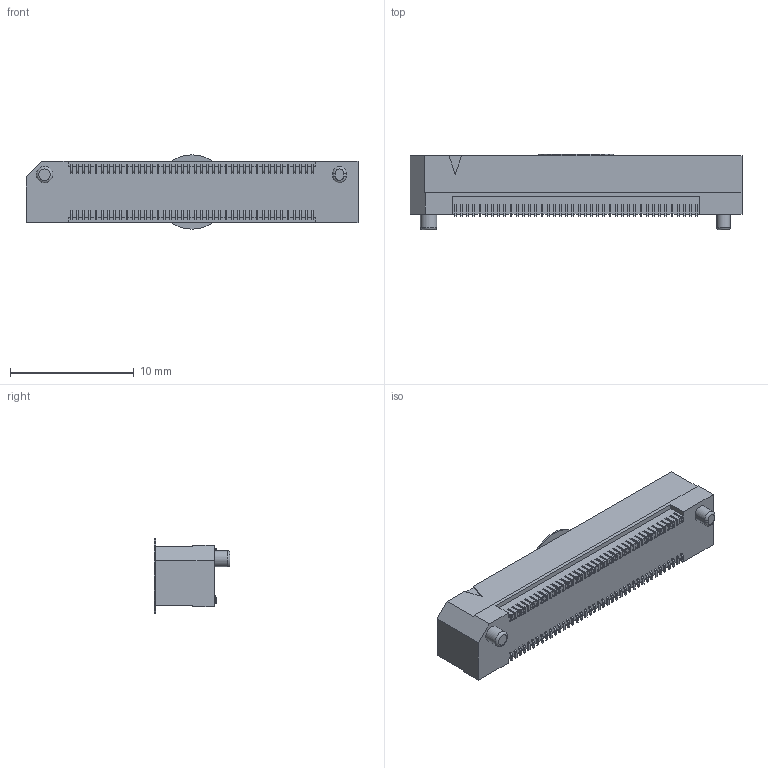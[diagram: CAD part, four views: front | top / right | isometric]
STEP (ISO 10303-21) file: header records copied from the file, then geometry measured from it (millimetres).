
FILE_DESCRIPTION(/* description */ ('STEP AP214'),/* implementation_level */ '2;1');
FILE_NAME(/* name */ 'ERF5-040-05.0-L-DV-K-TR',/* time_stamp */ '2024-03-08T07:07:22+01:00',/* author */ ('License CC BY-ND 4.0'),/* organization */ ('CADENAS'),/* preprocessor_version */ 'ST-DEVELOPER v19.3',/* originating_system */ 'PARTsolutions',/* authorisation */ ' ');
FILE_SCHEMA (('AUTOMOTIVE_DESIGN {1 0 10303 214 3 1 1}'));
Products named in the file (5): ERF5-040-05.0-L-DV-K-TR; ERF5-040-05.0-DV_socket; C-247-040-05.0; C-247-040-05.02; K-DOT-.236-.343-.005_polyamide_pick
Assembly tree (4 placements, depth 2):
  ERF5-040-05.0-L-DV-K-TR
    ERF5-040-05.0-DV_socket
    C-247-040-05.0
    C-247-040-05.02
    K-DOT-.236-.343-.005_polyamide_pick
Bounding box: 26.8 x 6.12 x 6 mm (x, y, z)
Volume: 357.8 mm3; surface area: 1545.3 mm2
Topology: 4 solids, 4 shells, 2208 faces, 6587 edges, 4390 vertices
Faces by surface type: plane 2039, cylinder 166, torus 3
Full cylindrical faces by diameter (mm): 1.32 x1, 6 x1
Entity records: 73020 total; most frequent: CARTESIAN_POINT 13185, ORIENTED_EDGE 13166, DIRECTION 11344, EDGE_CURVE 6583, LINE 6248, VECTOR 6248, VERTEX_POINT 4389, AXIS2_PLACEMENT_3D 2548
